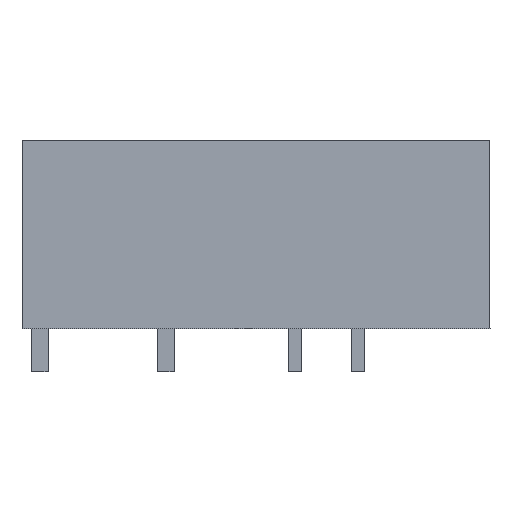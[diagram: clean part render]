
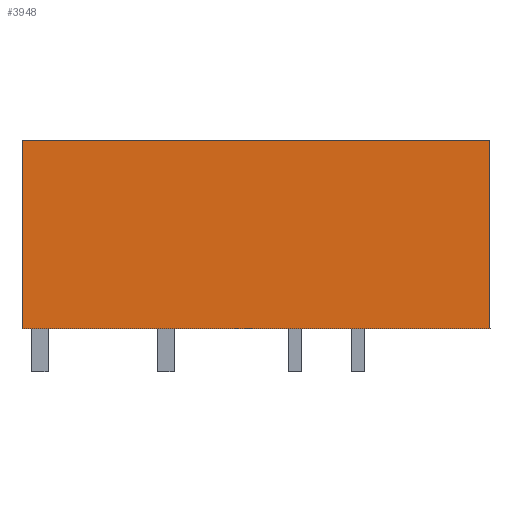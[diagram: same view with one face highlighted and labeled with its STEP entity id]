
A CAD part, left-side view. The second image highlights one B-rep face of the part: STEP entity #3948.
In plain terms, the highlighted planar face has unit normal (-1, 0, 0).
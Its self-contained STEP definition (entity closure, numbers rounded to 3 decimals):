
#3935=AXIS2_PLACEMENT_3D('Plane Axis2P3D',#3932,#3933,#3934) ;
#1246=CARTESIAN_POINT('Vertex',(0.,28.3,2.6)) ;
#1249=CARTESIAN_POINT('Line Origine',(0.,28.3,8.3)) ;
#1253=CARTESIAN_POINT('Vertex',(0.,28.3,14.)) ;
#1344=CARTESIAN_POINT('Line Origine',(0.,14.15,14.)) ;
#1348=CARTESIAN_POINT('Vertex',(0.,0.,14.)) ;
#3259=CARTESIAN_POINT('Line Origine',(0.,0.,8.3)) ;
#3263=CARTESIAN_POINT('Vertex',(0.,0.,2.6)) ;
#3932=CARTESIAN_POINT('Axis2P3D Location',(0.,28.3,-0.9)) ;
#3937=CARTESIAN_POINT('Line Origine',(0.,14.15,2.6)) ;
#1250=DIRECTION('Vector Direction',(0.,0.,1.)) ;
#1345=DIRECTION('Vector Direction',(0.,1.,0.)) ;
#3260=DIRECTION('Vector Direction',(0.,0.,-1.)) ;
#3933=DIRECTION('Axis2P3D Direction',(-1.,0.,0.)) ;
#3934=DIRECTION('Axis2P3D XDirection',(0.,-1.,0.)) ;
#3938=DIRECTION('Vector Direction',(0.,1.,0.)) ;
#1251=VECTOR('Line Direction',#1250,1.) ;
#1346=VECTOR('Line Direction',#1345,1.) ;
#3261=VECTOR('Line Direction',#3260,1.) ;
#3939=VECTOR('Line Direction',#3938,1.) ;
#3943=ORIENTED_EDGE('',*,*,#3941,.F.) ;
#3944=ORIENTED_EDGE('',*,*,#3265,.F.) ;
#3945=ORIENTED_EDGE('',*,*,#1350,.T.) ;
#3946=ORIENTED_EDGE('',*,*,#1255,.T.) ;
#3948=ADVANCED_FACE('housing',(#3947),#3936,.T.) ;
#1255=EDGE_CURVE('',#1254,#1247,#1252,.F.) ;
#1350=EDGE_CURVE('',#1349,#1254,#1347,.T.) ;
#3265=EDGE_CURVE('',#1349,#3264,#3262,.T.) ;
#3941=EDGE_CURVE('',#3264,#1247,#3940,.T.) ;
#3942=EDGE_LOOP('',(#3943,#3944,#3945,#3946)) ;
#3947=FACE_OUTER_BOUND('',#3942,.T.) ;
#1252=LINE('Line',#1249,#1251) ;
#1347=LINE('Line',#1344,#1346) ;
#3262=LINE('Line',#3259,#3261) ;
#3940=LINE('Line',#3937,#3939) ;
#3936=PLANE('',#3935) ;
#1247=VERTEX_POINT('',#1246) ;
#1254=VERTEX_POINT('',#1253) ;
#1349=VERTEX_POINT('',#1348) ;
#3264=VERTEX_POINT('',#3263) ;
